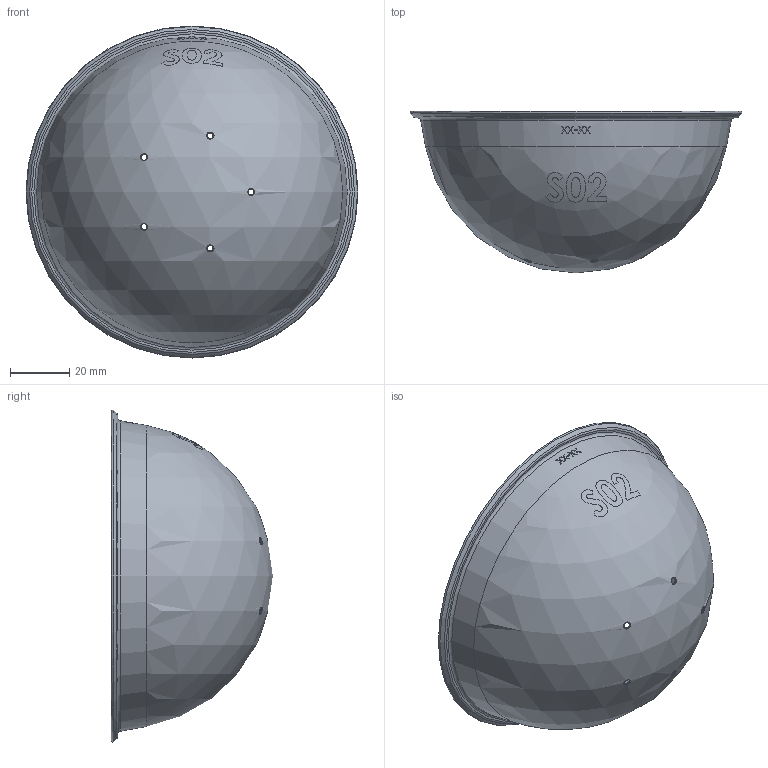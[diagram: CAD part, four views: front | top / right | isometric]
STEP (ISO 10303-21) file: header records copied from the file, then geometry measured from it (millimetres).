
FILE_DESCRIPTION (( 'STEP AP203' ), '1' );
FILE_NAME ('XMSGP030A10.02-034 NS02.STEP', '2017-06-26T23:56:53', ( '' ), ( '' ), 'SwSTEP 2.0', 'SolidWorks 2016', '' );
FILE_SCHEMA (( 'CONFIG_CONTROL_DESIGN' ));
Length unit declared in the file: millimetre
Products named in the file (1): XMSGP030A10.02-034 NS02
Bounding box: 112 x 54.5 x 112 mm (x, y, z)
Volume: 9870.9 mm3; surface area: 36786.8 mm2
Topology: 1 solids, 1 shells, 32 faces, 143 edges, 123 vertices
Faces by surface type: torus 15, cone 9, sphere 6, plane 2
Entity records: 1943 total; most frequent: CARTESIAN_POINT 843, ORIENTED_EDGE 236, DIRECTION 170, VERTEX_POINT 118, EDGE_CURVE 118, AXIS2_PLACEMENT_3D 85, EDGE_LOOP 72, CIRCLE 52
